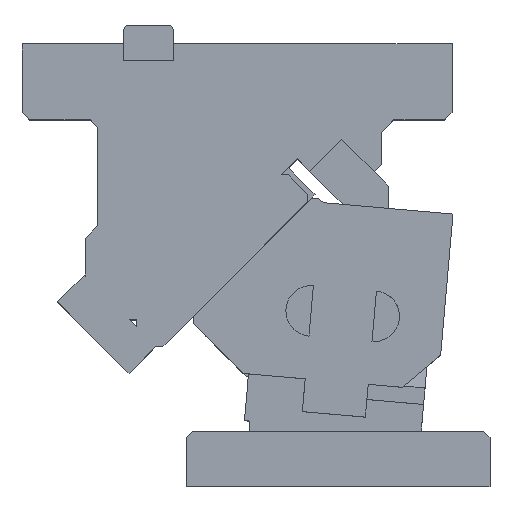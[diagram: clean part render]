
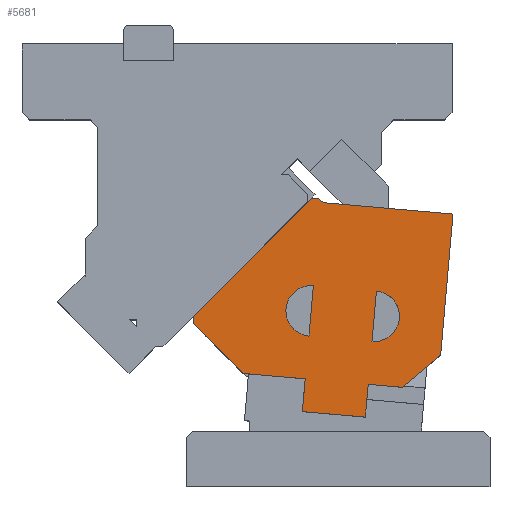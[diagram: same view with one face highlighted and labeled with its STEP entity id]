
A CAD part, top view. The second image highlights one B-rep face of the part: STEP entity #5681.
In plain terms, the highlighted planar face has unit normal (0, 0, 1).
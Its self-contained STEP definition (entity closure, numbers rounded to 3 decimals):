
#3958=CARTESIAN_POINT('Vertex',(-77.246,-52.091,32.5)) ;
#3961=CARTESIAN_POINT('Line Origine',(-77.246,-50.677,32.5)) ;
#3965=CARTESIAN_POINT('Vertex',(-77.246,-49.263,32.5)) ;
#4006=CARTESIAN_POINT('Line Origine',(-53.912,-25.928,32.5)) ;
#4010=CARTESIAN_POINT('Vertex',(-30.577,-2.594,32.5)) ;
#4319=CARTESIAN_POINT('Line Origine',(-29.163,-2.594,32.5)) ;
#4323=CARTESIAN_POINT('Vertex',(-27.749,-2.594,32.5)) ;
#4349=CARTESIAN_POINT('Vertex',(-25.965,-4.377,32.5)) ;
#4376=CARTESIAN_POINT('Line Origine',(-26.857,-3.485,32.5)) ;
#4534=CARTESIAN_POINT('Line Origine',(-0.302,-6.622,32.5)) ;
#4538=CARTESIAN_POINT('Vertex',(25.361,-8.867,32.5)) ;
#4595=CARTESIAN_POINT('Vertex',(20.48,-64.654,32.5)) ;
#4598=CARTESIAN_POINT('Line Origine',(12.897,-71.018,32.5)) ;
#4602=CARTESIAN_POINT('Vertex',(5.313,-77.381,32.5)) ;
#4759=CARTESIAN_POINT('Line Origine',(22.92,-36.761,32.5)) ;
#5104=CARTESIAN_POINT('Vertex',(-57.447,-71.89,32.5)) ;
#5107=CARTESIAN_POINT('Line Origine',(-67.347,-61.991,32.5)) ;
#5138=CARTESIAN_POINT('Vertex',(-34.173,-86.976,32.5)) ;
#5154=CARTESIAN_POINT('Vertex',(-9.269,-89.155,32.5)) ;
#5157=CARTESIAN_POINT('Line Origine',(-21.721,-88.065,32.5)) ;
#5180=CARTESIAN_POINT('Vertex',(-8.136,-76.204,32.5)) ;
#5183=CARTESIAN_POINT('Line Origine',(-8.702,-82.68,32.5)) ;
#5297=CARTESIAN_POINT('Vertex',(-33.04,-74.025,32.5)) ;
#5300=CARTESIAN_POINT('Line Origine',(-45.244,-72.958,32.5)) ;
#5305=CARTESIAN_POINT('Line Origine',(-1.411,-76.793,32.5)) ;
#5330=CARTESIAN_POINT('Vertex',(-31.559,-57.09,32.5)) ;
#5335=CARTESIAN_POINT('Line Origine',(-30.687,-47.128,32.5)) ;
#5339=CARTESIAN_POINT('Vertex',(-29.816,-37.166,32.5)) ;
#5378=CARTESIAN_POINT('Vertex',(-40.687,-47.128,32.5)) ;
#5383=CARTESIAN_POINT('Axis2P3D Location',(-30.687,-47.128,32.5)) ;
#5414=CARTESIAN_POINT('Axis2P3D Location',(-30.687,-47.128,32.5)) ;
#5584=CARTESIAN_POINT('Vertex',(-6.654,-59.269,32.5)) ;
#5587=CARTESIAN_POINT('Axis2P3D Location',(-5.782,-49.307,32.5)) ;
#5591=CARTESIAN_POINT('Vertex',(4.218,-49.307,32.5)) ;
#5613=CARTESIAN_POINT('Axis2P3D Location',(-5.782,-49.307,32.5)) ;
#5617=CARTESIAN_POINT('Vertex',(-4.911,-39.345,32.5)) ;
#5633=CARTESIAN_POINT('Line Origine',(-5.782,-49.307,32.5)) ;
#5646=CARTESIAN_POINT('Axis2P3D Location',(-29.816,-37.166,32.5)) ;
#5651=CARTESIAN_POINT('Line Origine',(-33.607,-80.501,32.5)) ;
#3962=DIRECTION('Vector Direction',(0.,-1.,0.)) ;
#4007=DIRECTION('Vector Direction',(0.707,0.707,0.)) ;
#4320=DIRECTION('Vector Direction',(-1.,0.,0.)) ;
#4377=DIRECTION('Vector Direction',(-0.707,0.707,0.)) ;
#4535=DIRECTION('Vector Direction',(0.996,-0.087,0.)) ;
#4599=DIRECTION('Vector Direction',(-0.766,-0.643,0.)) ;
#4760=DIRECTION('Vector Direction',(-0.087,-0.996,0.)) ;
#5108=DIRECTION('Vector Direction',(0.707,-0.707,0.)) ;
#5158=DIRECTION('Vector Direction',(0.996,-0.087,0.)) ;
#5184=DIRECTION('Vector Direction',(0.087,0.996,0.)) ;
#5301=DIRECTION('Vector Direction',(0.996,-0.087,0.)) ;
#5306=DIRECTION('Vector Direction',(0.996,-0.087,0.)) ;
#5336=DIRECTION('Vector Direction',(-0.087,-0.996,0.)) ;
#5384=DIRECTION('Axis2P3D Direction',(-0.,0.,-1.)) ;
#5415=DIRECTION('Axis2P3D Direction',(0.,0.,-1.)) ;
#5588=DIRECTION('Axis2P3D Direction',(-0.,0.,-1.)) ;
#5614=DIRECTION('Axis2P3D Direction',(0.,0.,-1.)) ;
#5634=DIRECTION('Vector Direction',(0.087,0.996,0.)) ;
#5647=DIRECTION('Axis2P3D Direction',(-0.,0.,1.)) ;
#5648=DIRECTION('Axis2P3D XDirection',(0.996,-0.087,0.)) ;
#5652=DIRECTION('Vector Direction',(-0.087,-0.996,0.)) ;
#5385=AXIS2_PLACEMENT_3D('Circle Axis2P3D',#5383,#5384,$) ;
#5416=AXIS2_PLACEMENT_3D('Circle Axis2P3D',#5414,#5415,$) ;
#5589=AXIS2_PLACEMENT_3D('Circle Axis2P3D',#5587,#5588,$) ;
#5615=AXIS2_PLACEMENT_3D('Circle Axis2P3D',#5613,#5614,$) ;
#5649=AXIS2_PLACEMENT_3D('Plane Axis2P3D',#5646,#5647,#5648) ;
#5657=ORIENTED_EDGE('',*,*,#5187,.T.) ;
#5658=ORIENTED_EDGE('',*,*,#5309,.T.) ;
#5659=ORIENTED_EDGE('',*,*,#4604,.F.) ;
#5660=ORIENTED_EDGE('',*,*,#4763,.F.) ;
#5661=ORIENTED_EDGE('',*,*,#4540,.F.) ;
#5662=ORIENTED_EDGE('',*,*,#4380,.T.) ;
#5663=ORIENTED_EDGE('',*,*,#4325,.T.) ;
#5664=ORIENTED_EDGE('',*,*,#4012,.F.) ;
#5665=ORIENTED_EDGE('',*,*,#3967,.T.) ;
#5666=ORIENTED_EDGE('',*,*,#5111,.T.) ;
#5667=ORIENTED_EDGE('',*,*,#5304,.T.) ;
#5668=ORIENTED_EDGE('',*,*,#5655,.T.) ;
#5669=ORIENTED_EDGE('',*,*,#5161,.T.) ;
#5672=ORIENTED_EDGE('',*,*,#5387,.F.) ;
#5673=ORIENTED_EDGE('',*,*,#5418,.F.) ;
#5674=ORIENTED_EDGE('',*,*,#5341,.T.) ;
#5677=ORIENTED_EDGE('',*,*,#5619,.F.) ;
#5678=ORIENTED_EDGE('',*,*,#5593,.F.) ;
#5679=ORIENTED_EDGE('',*,*,#5637,.T.) ;
#5675=FACE_BOUND('',#5671,.T.) ;
#5680=FACE_BOUND('',#5676,.T.) ;
#3963=VECTOR('Line Direction',#3962,1.) ;
#4008=VECTOR('Line Direction',#4007,1.) ;
#4321=VECTOR('Line Direction',#4320,1.) ;
#4378=VECTOR('Line Direction',#4377,1.) ;
#4536=VECTOR('Line Direction',#4535,1.) ;
#4600=VECTOR('Line Direction',#4599,1.) ;
#4761=VECTOR('Line Direction',#4760,1.) ;
#5109=VECTOR('Line Direction',#5108,1.) ;
#5159=VECTOR('Line Direction',#5158,1.) ;
#5185=VECTOR('Line Direction',#5184,1.) ;
#5302=VECTOR('Line Direction',#5301,1.) ;
#5307=VECTOR('Line Direction',#5306,1.) ;
#5337=VECTOR('Line Direction',#5336,1.) ;
#5635=VECTOR('Line Direction',#5634,1.) ;
#5653=VECTOR('Line Direction',#5652,1.) ;
#5681=ADVANCED_FACE('CAM SLIDER',(#5670,#5675,#5680),#5650,.T.) ;
#5386=CIRCLE('generated circle',#5385,10.) ;
#5417=CIRCLE('generated circle',#5416,10.) ;
#5590=CIRCLE('generated circle',#5589,10.) ;
#5616=CIRCLE('generated circle',#5615,10.) ;
#3967=EDGE_CURVE('',#3966,#3959,#3964,.T.) ;
#4012=EDGE_CURVE('',#3966,#4011,#4009,.T.) ;
#4325=EDGE_CURVE('',#4324,#4011,#4322,.T.) ;
#4380=EDGE_CURVE('',#4350,#4324,#4379,.T.) ;
#4540=EDGE_CURVE('',#4350,#4539,#4537,.T.) ;
#4604=EDGE_CURVE('',#4596,#4603,#4601,.T.) ;
#4763=EDGE_CURVE('',#4539,#4596,#4762,.T.) ;
#5111=EDGE_CURVE('',#3959,#5105,#5110,.T.) ;
#5161=EDGE_CURVE('',#5139,#5155,#5160,.T.) ;
#5187=EDGE_CURVE('',#5155,#5181,#5186,.T.) ;
#5304=EDGE_CURVE('',#5105,#5298,#5303,.T.) ;
#5309=EDGE_CURVE('',#5181,#4603,#5308,.T.) ;
#5341=EDGE_CURVE('',#5340,#5331,#5338,.T.) ;
#5387=EDGE_CURVE('',#5379,#5331,#5386,.F.) ;
#5418=EDGE_CURVE('',#5340,#5379,#5417,.F.) ;
#5593=EDGE_CURVE('',#5585,#5592,#5590,.F.) ;
#5619=EDGE_CURVE('',#5592,#5618,#5616,.F.) ;
#5637=EDGE_CURVE('',#5585,#5618,#5636,.T.) ;
#5655=EDGE_CURVE('',#5298,#5139,#5654,.T.) ;
#5656=EDGE_LOOP('',(#5657,#5658,#5659,#5660,#5661,#5662,#5663,#5664,#5665,#5666,#5667,#5668,#5669)) ;
#5671=EDGE_LOOP('',(#5672,#5673,#5674)) ;
#5676=EDGE_LOOP('',(#5677,#5678,#5679)) ;
#5670=FACE_OUTER_BOUND('',#5656,.T.) ;
#3964=LINE('Line',#3961,#3963) ;
#4009=LINE('Line',#4006,#4008) ;
#4322=LINE('Line',#4319,#4321) ;
#4379=LINE('Line',#4376,#4378) ;
#4537=LINE('Line',#4534,#4536) ;
#4601=LINE('Line',#4598,#4600) ;
#4762=LINE('Line',#4759,#4761) ;
#5110=LINE('Line',#5107,#5109) ;
#5160=LINE('Line',#5157,#5159) ;
#5186=LINE('Line',#5183,#5185) ;
#5303=LINE('Line',#5300,#5302) ;
#5308=LINE('Line',#5305,#5307) ;
#5338=LINE('Line',#5335,#5337) ;
#5636=LINE('Line',#5633,#5635) ;
#5654=LINE('Line',#5651,#5653) ;
#5650=PLANE('Plane',#5649) ;
#3959=VERTEX_POINT('',#3958) ;
#3966=VERTEX_POINT('',#3965) ;
#4011=VERTEX_POINT('',#4010) ;
#4324=VERTEX_POINT('',#4323) ;
#4350=VERTEX_POINT('',#4349) ;
#4539=VERTEX_POINT('',#4538) ;
#4596=VERTEX_POINT('',#4595) ;
#4603=VERTEX_POINT('',#4602) ;
#5105=VERTEX_POINT('',#5104) ;
#5139=VERTEX_POINT('',#5138) ;
#5155=VERTEX_POINT('',#5154) ;
#5181=VERTEX_POINT('',#5180) ;
#5298=VERTEX_POINT('',#5297) ;
#5331=VERTEX_POINT('',#5330) ;
#5340=VERTEX_POINT('',#5339) ;
#5379=VERTEX_POINT('',#5378) ;
#5585=VERTEX_POINT('',#5584) ;
#5592=VERTEX_POINT('',#5591) ;
#5618=VERTEX_POINT('',#5617) ;
